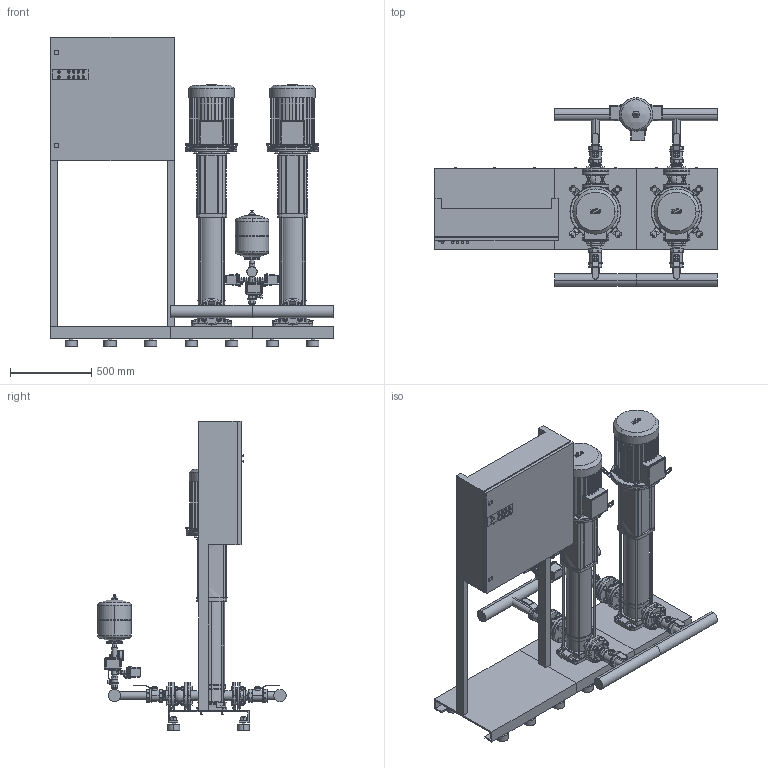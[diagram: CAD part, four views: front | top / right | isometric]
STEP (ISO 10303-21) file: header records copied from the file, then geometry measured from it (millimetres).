
FILE_DESCRIPTION((''),'2;1');
FILE_NAME('3d_FLA-2HELIXV1612_K-01PN16-2534366.stp','2013-07-05T14:25:13',(''),(''),'Mechanical Desktop 2009','Mechanical Desktop 2009',', , ');
FILE_SCHEMA(('CONFIG_CONTROL_DESIGN'));
Length unit declared in the file: millimetre
Products named in the file (1): Product
Bounding box: 1740 x 1161.05 x 1905 mm (x, y, z)
Volume: 258157662.3 mm3; surface area: 12422978.8 mm2
Topology: 149 solids, 149 shells, 4285 faces, 10483 edges, 6814 vertices
Faces by surface type: plane 1558, bspline 1515, cylinder 893, cone 187, torus 118, sphere 14
Entity records: 137521 total; most frequent: CARTESIAN_POINT 38119, ORIENTED_EDGE 20950, DIRECTION 19451, EDGE_CURVE 10475, VERTEX_POINT 6810, VECTOR 6519, LINE 6519, AXIS2_PLACEMENT_3D 6466
